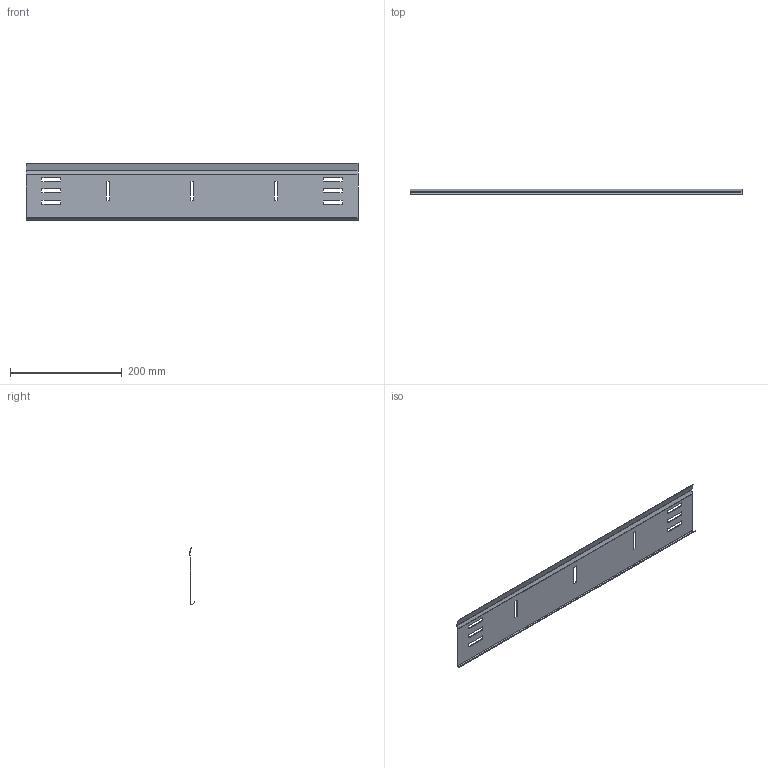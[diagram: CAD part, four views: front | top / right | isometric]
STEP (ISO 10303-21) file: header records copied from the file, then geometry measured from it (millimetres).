
FILE_DESCRIPTION (( 'STEP AP203' ), '1' );
FILE_NAME ('CZKL00-5-600 Çàùèòà êðîìêè ëîòêà 600ìì IEK.STEP', '2023-03-22T14:22:11', ( '' ), ( '' ), 'SwSTEP 2.0', 'SolidWorks 2022', '' );
FILE_SCHEMA (( 'CONFIG_CONTROL_DESIGN' ));
Length unit declared in the file: millimetre
Products named in the file (1): CZKL00-5-600 Защита кромки лотка 600мм IEK
Bounding box: 593 x 9.79 x 103.04 mm (x, y, z)
Volume: 51021.2 mm3; surface area: 129272.2 mm2
Topology: 1 solids, 1 shells, 102 faces, 276 edges, 176 vertices
Faces by surface type: plane 60, cylinder 42
Entity records: 3305 total; most frequent: DIRECTION 566, CARTESIAN_POINT 555, ORIENTED_EDGE 552, EDGE_CURVE 276, VECTOR 192, LINE 192, AXIS2_PLACEMENT_3D 187, VERTEX_POINT 176
